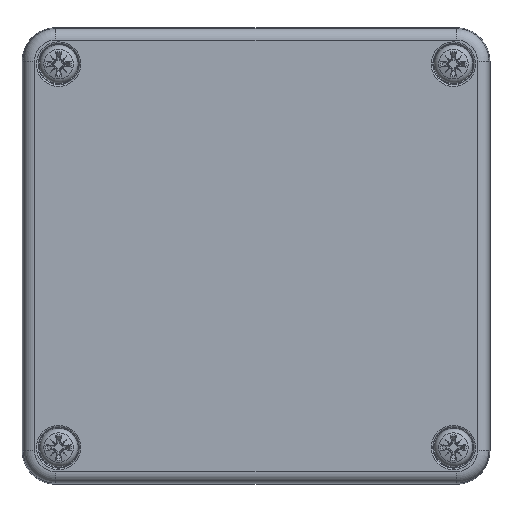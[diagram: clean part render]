
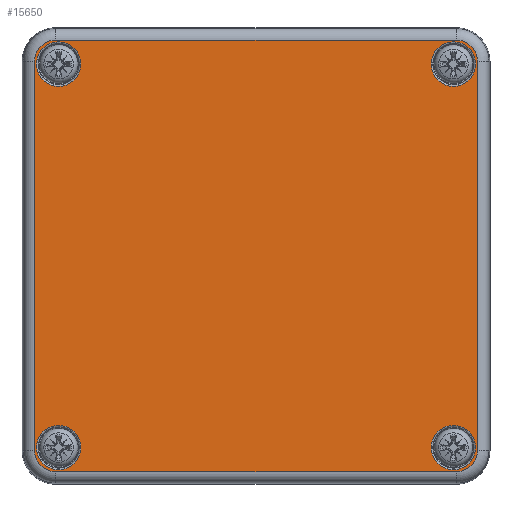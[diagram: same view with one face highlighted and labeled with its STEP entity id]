
A CAD part, top view. The second image highlights one B-rep face of the part: STEP entity #15650.
In plain terms, the highlighted face is planar.
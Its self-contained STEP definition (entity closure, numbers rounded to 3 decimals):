
#585=FACE_BOUND('',#2511,.T.);
#586=FACE_BOUND('',#2512,.T.);
#587=FACE_BOUND('',#2513,.T.);
#588=FACE_BOUND('',#2514,.T.);
#687=PLANE('',#17185);
#1428=FACE_OUTER_BOUND('',#2510,.T.);
#2510=EDGE_LOOP('',(#11523,#11524,#11525,#11526,#11527,#11528,#11529,#11530));
#2511=EDGE_LOOP('',(#11531));
#2512=EDGE_LOOP('',(#11532));
#2513=EDGE_LOOP('',(#11533));
#2514=EDGE_LOOP('',(#11534));
#3555=LINE('',#25834,#4465);
#3556=LINE('',#25838,#4466);
#3557=LINE('',#25842,#4467);
#3558=LINE('',#25845,#4468);
#4465=VECTOR('',#20413,10.);
#4466=VECTOR('',#20416,10.);
#4467=VECTOR('',#20419,10.);
#4468=VECTOR('',#20422,10.);
#5487=CIRCLE('',#17183,3.945);
#5489=CIRCLE('',#17186,3.773);
#5490=CIRCLE('',#17187,3.773);
#5491=CIRCLE('',#17188,3.773);
#5492=CIRCLE('',#17189,3.773);
#5493=CIRCLE('',#17190,3.945);
#5494=CIRCLE('',#17191,3.945);
#5495=CIRCLE('',#17192,3.945);
#6836=VERTEX_POINT('',#25826);
#6837=VERTEX_POINT('',#25830);
#6838=VERTEX_POINT('',#25831);
#6839=VERTEX_POINT('',#25833);
#6840=VERTEX_POINT('',#25835);
#6841=VERTEX_POINT('',#25837);
#6842=VERTEX_POINT('',#25839);
#6843=VERTEX_POINT('',#25841);
#6844=VERTEX_POINT('',#25843);
#6845=VERTEX_POINT('',#25846);
#6846=VERTEX_POINT('',#25848);
#6847=VERTEX_POINT('',#25850);
#8506=EDGE_CURVE('',#6836,#6836,#5487,.T.);
#8508=EDGE_CURVE('',#6837,#6838,#5489,.T.);
#8509=EDGE_CURVE('',#6839,#6837,#3555,.T.);
#8510=EDGE_CURVE('',#6840,#6839,#5490,.T.);
#8511=EDGE_CURVE('',#6841,#6840,#3556,.T.);
#8512=EDGE_CURVE('',#6842,#6841,#5491,.T.);
#8513=EDGE_CURVE('',#6843,#6842,#3557,.T.);
#8514=EDGE_CURVE('',#6844,#6843,#5492,.T.);
#8515=EDGE_CURVE('',#6838,#6844,#3558,.T.);
#8516=EDGE_CURVE('',#6845,#6845,#5493,.T.);
#8517=EDGE_CURVE('',#6846,#6846,#5494,.T.);
#8518=EDGE_CURVE('',#6847,#6847,#5495,.T.);
#11523=ORIENTED_EDGE('',*,*,#8508,.F.);
#11524=ORIENTED_EDGE('',*,*,#8509,.F.);
#11525=ORIENTED_EDGE('',*,*,#8510,.F.);
#11526=ORIENTED_EDGE('',*,*,#8511,.F.);
#11527=ORIENTED_EDGE('',*,*,#8512,.F.);
#11528=ORIENTED_EDGE('',*,*,#8513,.F.);
#11529=ORIENTED_EDGE('',*,*,#8514,.F.);
#11530=ORIENTED_EDGE('',*,*,#8515,.F.);
#11531=ORIENTED_EDGE('',*,*,#8516,.F.);
#11532=ORIENTED_EDGE('',*,*,#8517,.F.);
#11533=ORIENTED_EDGE('',*,*,#8518,.F.);
#11534=ORIENTED_EDGE('',*,*,#8506,.F.);
#15650=ADVANCED_FACE('',(#1428,#585,#586,#587,#588),#687,.F.);
#17183=AXIS2_PLACEMENT_3D('',#25827,#20405,#20406);
#17185=AXIS2_PLACEMENT_3D('',#25829,#20409,#20410);
#17186=AXIS2_PLACEMENT_3D('',#25832,#20411,#20412);
#17187=AXIS2_PLACEMENT_3D('',#25836,#20414,#20415);
#17188=AXIS2_PLACEMENT_3D('',#25840,#20417,#20418);
#17189=AXIS2_PLACEMENT_3D('',#25844,#20420,#20421);
#17190=AXIS2_PLACEMENT_3D('',#25847,#20423,#20424);
#17191=AXIS2_PLACEMENT_3D('',#25849,#20425,#20426);
#17192=AXIS2_PLACEMENT_3D('',#25851,#20427,#20428);
#20405=DIRECTION('center_axis',(0.,0.,-1.));
#20406=DIRECTION('ref_axis',(1.,0.,0.));
#20409=DIRECTION('center_axis',(0.,0.,1.));
#20410=DIRECTION('ref_axis',(1.,0.,0.));
#20411=DIRECTION('center_axis',(0.,0.,1.));
#20412=DIRECTION('ref_axis',(0.707,0.707,0.));
#20413=DIRECTION('',(0.,1.,0.));
#20414=DIRECTION('center_axis',(0.,0.,1.));
#20415=DIRECTION('ref_axis',(0.707,-0.707,0.));
#20416=DIRECTION('',(1.,0.,0.));
#20417=DIRECTION('center_axis',(0.,0.,1.));
#20418=DIRECTION('ref_axis',(-0.707,-0.707,0.));
#20419=DIRECTION('',(0.,-1.,0.));
#20420=DIRECTION('center_axis',(0.,0.,1.));
#20421=DIRECTION('ref_axis',(-0.707,0.707,0.));
#20422=DIRECTION('',(-1.,0.,0.));
#20423=DIRECTION('center_axis',(0.,0.,-1.));
#20424=DIRECTION('ref_axis',(1.,0.,0.));
#20425=DIRECTION('center_axis',(0.,0.,-1.));
#20426=DIRECTION('ref_axis',(1.,0.,0.));
#20427=DIRECTION('center_axis',(0.,0.,-1.));
#20428=DIRECTION('ref_axis',(1.,0.,0.));
#25826=CARTESIAN_POINT('',(-38.945,-34.,-15.));
#25827=CARTESIAN_POINT('Origin',(-35.,-34.,-15.));
#25829=CARTESIAN_POINT('Origin',(0.,0.,
-15.));
#25830=CARTESIAN_POINT('',(39.273,34.5,-15.));
#25831=CARTESIAN_POINT('',(35.5,38.273,-15.));
#25832=CARTESIAN_POINT('Origin',(35.5,34.5,-15.));
#25833=CARTESIAN_POINT('',(39.273,-34.5,-15.));
#25834=CARTESIAN_POINT('',(39.273,-17.25,-15.));
#25835=CARTESIAN_POINT('',(35.5,-38.273,-15.));
#25836=CARTESIAN_POINT('Origin',(35.5,-34.5,-15.));
#25837=CARTESIAN_POINT('',(-35.5,-38.273,-15.));
#25838=CARTESIAN_POINT('',(-17.75,-38.273,-15.));
#25839=CARTESIAN_POINT('',(-39.273,-34.5,-15.));
#25840=CARTESIAN_POINT('Origin',(-35.5,-34.5,-15.));
#25841=CARTESIAN_POINT('',(-39.273,34.5,-15.));
#25842=CARTESIAN_POINT('',(-39.273,17.25,-15.));
#25843=CARTESIAN_POINT('',(-35.5,38.273,-15.));
#25844=CARTESIAN_POINT('Origin',(-35.5,34.5,-15.));
#25845=CARTESIAN_POINT('',(17.75,38.273,-15.));
#25846=CARTESIAN_POINT('',(31.055,-34.,-15.));
#25847=CARTESIAN_POINT('Origin',(35.,-34.,-15.));
#25848=CARTESIAN_POINT('',(-38.945,34.,-15.));
#25849=CARTESIAN_POINT('Origin',(-35.,34.,-15.));
#25850=CARTESIAN_POINT('',(31.055,34.,-15.));
#25851=CARTESIAN_POINT('Origin',(35.,34.,-15.));
